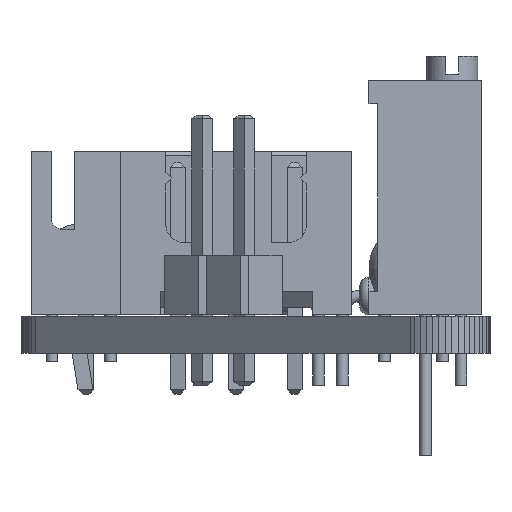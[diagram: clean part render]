
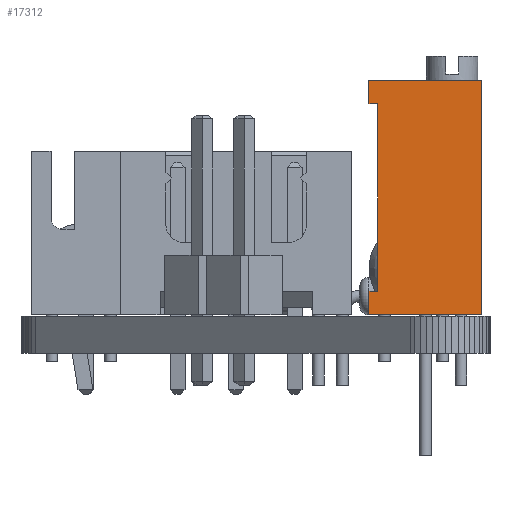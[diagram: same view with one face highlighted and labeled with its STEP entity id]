
A CAD part, left-side view. The second image highlights one B-rep face of the part: STEP entity #17312.
In plain terms, the highlighted planar face has unit normal (-1, 0, 0).
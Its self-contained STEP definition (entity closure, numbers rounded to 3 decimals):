
#16097 = PLANE('',#16098);
#16098 = AXIS2_PLACEMENT_3D('',#16099,#16100,#16101);
#16099 = CARTESIAN_POINT('',(-7.305,2.03,10.03));
#16100 = DIRECTION('',(0.,-1.,0.));
#16101 = DIRECTION('',(0.,0.,-1.));
#16109 = PLANE('',#16110);
#16110 = AXIS2_PLACEMENT_3D('',#16111,#16112,#16113);
#16111 = CARTESIAN_POINT('',(-2.54,-0.052,10.03));
#16112 = DIRECTION('',(-0.,0.,1.));
#16113 = DIRECTION('',(0.,1.,0.));
#16150 = VERTEX_POINT('',#16151);
#16151 = CARTESIAN_POINT('',(-7.305,2.03,9.03));
#16165 = PLANE('',#16166);
#16166 = AXIS2_PLACEMENT_3D('',#16167,#16168,#16169);
#16167 = CARTESIAN_POINT('',(-7.305,2.41,9.03));
#16168 = DIRECTION('',(0.,0.,-1.));
#16169 = DIRECTION('',(0.,-1.,0.));
#16177 = EDGE_CURVE('',#16150,#16178,#16180,.T.);
#16178 = VERTEX_POINT('',#16179);
#16179 = CARTESIAN_POINT('',(-7.305,2.03,1.));
#16180 = SURFACE_CURVE('',#16181,(#16185,#16192),.PCURVE_S1.);
#16181 = LINE('',#16182,#16183);
#16182 = CARTESIAN_POINT('',(-7.305,2.03,10.03));
#16183 = VECTOR('',#16184,1.);
#16184 = DIRECTION('',(0.,0.,-1.));
#16185 = PCURVE('',#16097,#16186);
#16186 = DEFINITIONAL_REPRESENTATION('',(#16187),#16191);
#16187 = LINE('',#16188,#16189);
#16188 = CARTESIAN_POINT('',(0.,0.));
#16189 = VECTOR('',#16190,1.);
#16190 = DIRECTION('',(1.,0.));
#16191 = ( GEOMETRIC_REPRESENTATION_CONTEXT(2) 
PARAMETRIC_REPRESENTATION_CONTEXT() REPRESENTATION_CONTEXT('2D SPACE',''
  ) );
#16192 = PCURVE('',#16193,#16198);
#16193 = PLANE('',#16194);
#16194 = AXIS2_PLACEMENT_3D('',#16195,#16196,#16197);
#16195 = CARTESIAN_POINT('',(-7.305,-0.05,5.015));
#16196 = DIRECTION('',(-1.,0.,0.));
#16197 = DIRECTION('',(0.,1.,0.));
#16198 = DEFINITIONAL_REPRESENTATION('',(#16199),#16203);
#16199 = LINE('',#16200,#16201);
#16200 = CARTESIAN_POINT('',(2.08,-5.015));
#16201 = VECTOR('',#16202,1.);
#16202 = DIRECTION('',(0.,1.));
#16203 = ( GEOMETRIC_REPRESENTATION_CONTEXT(2) 
PARAMETRIC_REPRESENTATION_CONTEXT() REPRESENTATION_CONTEXT('2D SPACE',''
  ) );
#16221 = PLANE('',#16222);
#16222 = AXIS2_PLACEMENT_3D('',#16223,#16224,#16225);
#16223 = CARTESIAN_POINT('',(-7.305,2.41,1.));
#16224 = DIRECTION('',(0.,0.,-1.));
#16225 = DIRECTION('',(0.,-1.,0.));
#16431 = VERTEX_POINT('',#16432);
#16432 = CARTESIAN_POINT('',(-7.305,-2.42,10.03));
#16448 = PLANE('',#16449);
#16449 = AXIS2_PLACEMENT_3D('',#16450,#16451,#16452);
#16450 = CARTESIAN_POINT('',(-2.54,-2.42,5.001));
#16451 = DIRECTION('',(0.,-1.,0.));
#16452 = DIRECTION('',(1.,0.,0.));
#16557 = VERTEX_POINT('',#16558);
#16558 = CARTESIAN_POINT('',(-7.305,2.41,10.03));
#16572 = PLANE('',#16573);
#16573 = AXIS2_PLACEMENT_3D('',#16574,#16575,#16576);
#16574 = CARTESIAN_POINT('',(-7.305,2.41,10.03));
#16575 = DIRECTION('',(0.,-1.,0.));
#16576 = DIRECTION('',(0.,0.,-1.));
#16584 = EDGE_CURVE('',#16557,#16431,#16585,.T.);
#16585 = SURFACE_CURVE('',#16586,(#16590,#16597),.PCURVE_S1.);
#16586 = LINE('',#16587,#16588);
#16587 = CARTESIAN_POINT('',(-7.305,2.41,10.03));
#16588 = VECTOR('',#16589,1.);
#16589 = DIRECTION('',(0.,-1.,0.));
#16590 = PCURVE('',#16109,#16591);
#16591 = DEFINITIONAL_REPRESENTATION('',(#16592),#16596);
#16592 = LINE('',#16593,#16594);
#16593 = CARTESIAN_POINT('',(2.462,4.765));
#16594 = VECTOR('',#16595,1.);
#16595 = DIRECTION('',(-1.,-0.));
#16596 = ( GEOMETRIC_REPRESENTATION_CONTEXT(2) 
PARAMETRIC_REPRESENTATION_CONTEXT() REPRESENTATION_CONTEXT('2D SPACE',''
  ) );
#16597 = PCURVE('',#16193,#16598);
#16598 = DEFINITIONAL_REPRESENTATION('',(#16599),#16603);
#16599 = LINE('',#16600,#16601);
#16600 = CARTESIAN_POINT('',(2.46,-5.015));
#16601 = VECTOR('',#16602,1.);
#16602 = DIRECTION('',(-1.,0.));
#16603 = ( GEOMETRIC_REPRESENTATION_CONTEXT(2) 
PARAMETRIC_REPRESENTATION_CONTEXT() REPRESENTATION_CONTEXT('2D SPACE',''
  ) );
#17180 = PLANE('',#17181);
#17181 = AXIS2_PLACEMENT_3D('',#17182,#17183,#17184);
#17182 = CARTESIAN_POINT('',(-7.305,2.41,0.));
#17183 = DIRECTION('',(0.,0.,-1.));
#17184 = DIRECTION('',(0.,-1.,0.));
#17208 = PLANE('',#17209);
#17209 = AXIS2_PLACEMENT_3D('',#17210,#17211,#17212);
#17210 = CARTESIAN_POINT('',(-7.305,2.41,1.));
#17211 = DIRECTION('',(0.,-1.,0.));
#17212 = DIRECTION('',(0.,0.,-1.));
#17267 = EDGE_CURVE('',#17268,#16178,#17270,.T.);
#17268 = VERTEX_POINT('',#17269);
#17269 = CARTESIAN_POINT('',(-7.305,2.41,1.));
#17270 = SURFACE_CURVE('',#17271,(#17275,#17282),.PCURVE_S1.);
#17271 = LINE('',#17272,#17273);
#17272 = CARTESIAN_POINT('',(-7.305,2.41,1.));
#17273 = VECTOR('',#17274,1.);
#17274 = DIRECTION('',(0.,-1.,0.));
#17275 = PCURVE('',#16221,#17276);
#17276 = DEFINITIONAL_REPRESENTATION('',(#17277),#17281);
#17277 = LINE('',#17278,#17279);
#17278 = CARTESIAN_POINT('',(0.,-0.));
#17279 = VECTOR('',#17280,1.);
#17280 = DIRECTION('',(1.,0.));
#17281 = ( GEOMETRIC_REPRESENTATION_CONTEXT(2) 
PARAMETRIC_REPRESENTATION_CONTEXT() REPRESENTATION_CONTEXT('2D SPACE',''
  ) );
#17282 = PCURVE('',#16193,#17283);
#17283 = DEFINITIONAL_REPRESENTATION('',(#17284),#17288);
#17284 = LINE('',#17285,#17286);
#17285 = CARTESIAN_POINT('',(2.46,4.015));
#17286 = VECTOR('',#17287,1.);
#17287 = DIRECTION('',(-1.,0.));
#17288 = ( GEOMETRIC_REPRESENTATION_CONTEXT(2) 
PARAMETRIC_REPRESENTATION_CONTEXT() REPRESENTATION_CONTEXT('2D SPACE',''
  ) );
#17312 = ADVANCED_FACE('',(#17313),#16193,.T.);
#17313 = FACE_BOUND('',#17314,.T.);
#17314 = EDGE_LOOP('',(#17315,#17316,#17339,#17360,#17361,#17362,#17385,
    #17408));
#17315 = ORIENTED_EDGE('',*,*,#16584,.F.);
#17316 = ORIENTED_EDGE('',*,*,#17317,.T.);
#17317 = EDGE_CURVE('',#16557,#17318,#17320,.T.);
#17318 = VERTEX_POINT('',#17319);
#17319 = CARTESIAN_POINT('',(-7.305,2.41,9.03));
#17320 = SURFACE_CURVE('',#17321,(#17325,#17332),.PCURVE_S1.);
#17321 = LINE('',#17322,#17323);
#17322 = CARTESIAN_POINT('',(-7.305,2.41,10.03));
#17323 = VECTOR('',#17324,1.);
#17324 = DIRECTION('',(0.,0.,-1.));
#17325 = PCURVE('',#16193,#17326);
#17326 = DEFINITIONAL_REPRESENTATION('',(#17327),#17331);
#17327 = LINE('',#17328,#17329);
#17328 = CARTESIAN_POINT('',(2.46,-5.015));
#17329 = VECTOR('',#17330,1.);
#17330 = DIRECTION('',(0.,1.));
#17331 = ( GEOMETRIC_REPRESENTATION_CONTEXT(2) 
PARAMETRIC_REPRESENTATION_CONTEXT() REPRESENTATION_CONTEXT('2D SPACE',''
  ) );
#17332 = PCURVE('',#16572,#17333);
#17333 = DEFINITIONAL_REPRESENTATION('',(#17334),#17338);
#17334 = LINE('',#17335,#17336);
#17335 = CARTESIAN_POINT('',(0.,0.));
#17336 = VECTOR('',#17337,1.);
#17337 = DIRECTION('',(1.,0.));
#17338 = ( GEOMETRIC_REPRESENTATION_CONTEXT(2) 
PARAMETRIC_REPRESENTATION_CONTEXT() REPRESENTATION_CONTEXT('2D SPACE',''
  ) );
#17339 = ORIENTED_EDGE('',*,*,#17340,.T.);
#17340 = EDGE_CURVE('',#17318,#16150,#17341,.T.);
#17341 = SURFACE_CURVE('',#17342,(#17346,#17353),.PCURVE_S1.);
#17342 = LINE('',#17343,#17344);
#17343 = CARTESIAN_POINT('',(-7.305,2.41,9.03));
#17344 = VECTOR('',#17345,1.);
#17345 = DIRECTION('',(0.,-1.,0.));
#17346 = PCURVE('',#16193,#17347);
#17347 = DEFINITIONAL_REPRESENTATION('',(#17348),#17352);
#17348 = LINE('',#17349,#17350);
#17349 = CARTESIAN_POINT('',(2.46,-4.015));
#17350 = VECTOR('',#17351,1.);
#17351 = DIRECTION('',(-1.,0.));
#17352 = ( GEOMETRIC_REPRESENTATION_CONTEXT(2) 
PARAMETRIC_REPRESENTATION_CONTEXT() REPRESENTATION_CONTEXT('2D SPACE',''
  ) );
#17353 = PCURVE('',#16165,#17354);
#17354 = DEFINITIONAL_REPRESENTATION('',(#17355),#17359);
#17355 = LINE('',#17356,#17357);
#17356 = CARTESIAN_POINT('',(0.,-0.));
#17357 = VECTOR('',#17358,1.);
#17358 = DIRECTION('',(1.,0.));
#17359 = ( GEOMETRIC_REPRESENTATION_CONTEXT(2) 
PARAMETRIC_REPRESENTATION_CONTEXT() REPRESENTATION_CONTEXT('2D SPACE',''
  ) );
#17360 = ORIENTED_EDGE('',*,*,#16177,.T.);
#17361 = ORIENTED_EDGE('',*,*,#17267,.F.);
#17362 = ORIENTED_EDGE('',*,*,#17363,.T.);
#17363 = EDGE_CURVE('',#17268,#17364,#17366,.T.);
#17364 = VERTEX_POINT('',#17365);
#17365 = CARTESIAN_POINT('',(-7.305,2.41,0.));
#17366 = SURFACE_CURVE('',#17367,(#17371,#17378),.PCURVE_S1.);
#17367 = LINE('',#17368,#17369);
#17368 = CARTESIAN_POINT('',(-7.305,2.41,1.));
#17369 = VECTOR('',#17370,1.);
#17370 = DIRECTION('',(0.,0.,-1.));
#17371 = PCURVE('',#16193,#17372);
#17372 = DEFINITIONAL_REPRESENTATION('',(#17373),#17377);
#17373 = LINE('',#17374,#17375);
#17374 = CARTESIAN_POINT('',(2.46,4.015));
#17375 = VECTOR('',#17376,1.);
#17376 = DIRECTION('',(0.,1.));
#17377 = ( GEOMETRIC_REPRESENTATION_CONTEXT(2) 
PARAMETRIC_REPRESENTATION_CONTEXT() REPRESENTATION_CONTEXT('2D SPACE',''
  ) );
#17378 = PCURVE('',#17208,#17379);
#17379 = DEFINITIONAL_REPRESENTATION('',(#17380),#17384);
#17380 = LINE('',#17381,#17382);
#17381 = CARTESIAN_POINT('',(0.,0.));
#17382 = VECTOR('',#17383,1.);
#17383 = DIRECTION('',(1.,0.));
#17384 = ( GEOMETRIC_REPRESENTATION_CONTEXT(2) 
PARAMETRIC_REPRESENTATION_CONTEXT() REPRESENTATION_CONTEXT('2D SPACE',''
  ) );
#17385 = ORIENTED_EDGE('',*,*,#17386,.T.);
#17386 = EDGE_CURVE('',#17364,#17387,#17389,.T.);
#17387 = VERTEX_POINT('',#17388);
#17388 = CARTESIAN_POINT('',(-7.305,-2.42,0.));
#17389 = SURFACE_CURVE('',#17390,(#17394,#17401),.PCURVE_S1.);
#17390 = LINE('',#17391,#17392);
#17391 = CARTESIAN_POINT('',(-7.305,2.41,0.));
#17392 = VECTOR('',#17393,1.);
#17393 = DIRECTION('',(0.,-1.,0.));
#17394 = PCURVE('',#16193,#17395);
#17395 = DEFINITIONAL_REPRESENTATION('',(#17396),#17400);
#17396 = LINE('',#17397,#17398);
#17397 = CARTESIAN_POINT('',(2.46,5.015));
#17398 = VECTOR('',#17399,1.);
#17399 = DIRECTION('',(-1.,0.));
#17400 = ( GEOMETRIC_REPRESENTATION_CONTEXT(2) 
PARAMETRIC_REPRESENTATION_CONTEXT() REPRESENTATION_CONTEXT('2D SPACE',''
  ) );
#17401 = PCURVE('',#17180,#17402);
#17402 = DEFINITIONAL_REPRESENTATION('',(#17403),#17407);
#17403 = LINE('',#17404,#17405);
#17404 = CARTESIAN_POINT('',(0.,-0.));
#17405 = VECTOR('',#17406,1.);
#17406 = DIRECTION('',(1.,0.));
#17407 = ( GEOMETRIC_REPRESENTATION_CONTEXT(2) 
PARAMETRIC_REPRESENTATION_CONTEXT() REPRESENTATION_CONTEXT('2D SPACE',''
  ) );
#17408 = ORIENTED_EDGE('',*,*,#17409,.F.);
#17409 = EDGE_CURVE('',#16431,#17387,#17410,.T.);
#17410 = SURFACE_CURVE('',#17411,(#17415,#17422),.PCURVE_S1.);
#17411 = LINE('',#17412,#17413);
#17412 = CARTESIAN_POINT('',(-7.305,-2.42,1.));
#17413 = VECTOR('',#17414,1.);
#17414 = DIRECTION('',(0.,0.,-1.));
#17415 = PCURVE('',#16193,#17416);
#17416 = DEFINITIONAL_REPRESENTATION('',(#17417),#17421);
#17417 = LINE('',#17418,#17419);
#17418 = CARTESIAN_POINT('',(-2.37,4.015));
#17419 = VECTOR('',#17420,1.);
#17420 = DIRECTION('',(0.,1.));
#17421 = ( GEOMETRIC_REPRESENTATION_CONTEXT(2) 
PARAMETRIC_REPRESENTATION_CONTEXT() REPRESENTATION_CONTEXT('2D SPACE',''
  ) );
#17422 = PCURVE('',#16448,#17423);
#17423 = DEFINITIONAL_REPRESENTATION('',(#17424),#17428);
#17424 = LINE('',#17425,#17426);
#17425 = CARTESIAN_POINT('',(-4.765,-4.001));
#17426 = VECTOR('',#17427,1.);
#17427 = DIRECTION('',(0.,-1.));
#17428 = ( GEOMETRIC_REPRESENTATION_CONTEXT(2) 
PARAMETRIC_REPRESENTATION_CONTEXT() REPRESENTATION_CONTEXT('2D SPACE',''
  ) );
